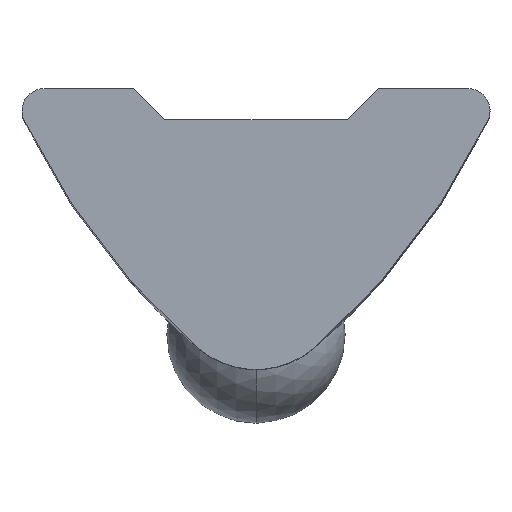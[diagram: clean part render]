
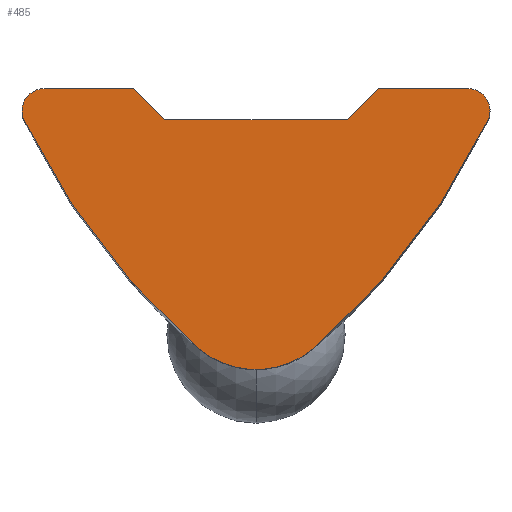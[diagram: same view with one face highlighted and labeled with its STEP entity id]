
A CAD part, top view. The second image highlights one B-rep face of the part: STEP entity #485.
In plain terms, the highlighted planar face has unit normal (0, 0, 1).
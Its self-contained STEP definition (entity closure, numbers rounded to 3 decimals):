
#1 = CIRCLE ( 'NONE', #29, 0.5 ) ;
#9 = DIRECTION ( 'NONE',  ( 1., 0., 0. ) ) ;
#11 = DIRECTION ( 'NONE',  ( -0.707, -0.707, 0. ) ) ;
#23 = CARTESIAN_POINT ( 'NONE',  ( -2.05, -0.7, 17. ) ) ;
#29 = AXIS2_PLACEMENT_3D ( 'NONE', #822, #379, #891 ) ;
#30 = CARTESIAN_POINT ( 'NONE',  ( -2.75, 0., 17. ) ) ;
#40 = ORIENTED_EDGE ( 'NONE', *, *, #749, .T. ) ;
#60 = VECTOR ( 'NONE', #478, 1000. ) ;
#83 = DIRECTION ( 'NONE',  ( 0., 0., 1. ) ) ;
#86 = CARTESIAN_POINT ( 'NONE',  ( 9.203, 6.25, 17. ) ) ;
#100 = EDGE_CURVE ( 'NONE', #349, #262, #743, .T. ) ;
#101 = AXIS2_PLACEMENT_3D ( 'NONE', #86, #83, #9 ) ;
#123 = CARTESIAN_POINT ( 'NONE',  ( -2.75, 0., 17. ) ) ;
#136 = AXIS2_PLACEMENT_3D ( 'NONE', #169, #681, #243 ) ;
#155 = ORIENTED_EDGE ( 'NONE', *, *, #654, .T. ) ;
#157 = EDGE_CURVE ( 'NONE', #851, #349, #353, .T. ) ;
#169 = CARTESIAN_POINT ( 'NONE',  ( -4.75, -0.5, 17. ) ) ;
#177 = CIRCLE ( 'NONE', #136, 0.5 ) ;
#183 = CARTESIAN_POINT ( 'NONE',  ( 1.315, -5.807, 17. ) ) ;
#202 = CARTESIAN_POINT ( 'NONE',  ( 4.75, 0., 17. ) ) ;
#207 = CARTESIAN_POINT ( 'NONE',  ( -2.05, -0.7, 17. ) ) ;
#209 = DIRECTION ( 'NONE',  ( -1., 0., 0. ) ) ;
#220 = DIRECTION ( 'NONE',  ( -1., 0., 0. ) ) ;
#222 = DIRECTION ( 'NONE',  ( 0., 0., 1. ) ) ;
#223 = VERTEX_POINT ( 'NONE', #537 ) ;
#225 = CARTESIAN_POINT ( 'NONE',  ( -5.2, -0.718, 17. ) ) ;
#243 = DIRECTION ( 'NONE',  ( 1., 0., 0. ) ) ;
#247 = CARTESIAN_POINT ( 'NONE',  ( 4.75, -0.5, 17. ) ) ;
#250 = AXIS2_PLACEMENT_3D ( 'NONE', #595, #744, #453 ) ;
#260 = LINE ( 'NONE', #325, #60 ) ;
#262 = VERTEX_POINT ( 'NONE', #328 ) ;
#264 = VECTOR ( 'NONE', #209, 1000. ) ;
#275 = LINE ( 'NONE', #371, #638 ) ;
#300 = EDGE_CURVE ( 'NONE', #262, #340, #653, .T. ) ;
#304 = DIRECTION ( 'NONE',  ( -1., 0., 0. ) ) ;
#325 = CARTESIAN_POINT ( 'NONE',  ( -2.75, 0., 17. ) ) ;
#328 = CARTESIAN_POINT ( 'NONE',  ( 5.2, -0.718, 17. ) ) ;
#337 = EDGE_CURVE ( 'NONE', #868, #421, #845, .T. ) ;
#340 = VERTEX_POINT ( 'NONE', #202 ) ;
#349 = VERTEX_POINT ( 'NONE', #183 ) ;
#353 = CIRCLE ( 'NONE', #718, 2. ) ;
#362 = AXIS2_PLACEMENT_3D ( 'NONE', #247, #222, #220 ) ;
#371 = CARTESIAN_POINT ( 'NONE',  ( 4.75, 0., 17. ) ) ;
#379 = DIRECTION ( 'NONE',  ( 0., 0., 1. ) ) ;
#388 = VECTOR ( 'NONE', #11, 1000. ) ;
#389 = ORIENTED_EDGE ( 'NONE', *, *, #157, .T. ) ;
#417 = LINE ( 'NONE', #454, #388 ) ;
#421 = VERTEX_POINT ( 'NONE', #23 ) ;
#427 = ORIENTED_EDGE ( 'NONE', *, *, #682, .T. ) ;
#432 = ORIENTED_EDGE ( 'NONE', *, *, #337, .T. ) ;
#453 = DIRECTION ( 'NONE',  ( 1., 0., 0. ) ) ;
#454 = CARTESIAN_POINT ( 'NONE',  ( 2.75, 0., 17. ) ) ;
#459 = VERTEX_POINT ( 'NONE', #30 ) ;
#461 = PLANE ( 'NONE',  #250 ) ;
#472 = AXIS2_PLACEMENT_3D ( 'NONE', #892, #888, #875 ) ;
#473 = VERTEX_POINT ( 'NONE', #812 ) ;
#478 = DIRECTION ( 'NONE',  ( -1., 0., 0. ) ) ;
#485 = ADVANCED_FACE ( 'NONE', ( #856 ), #461, .T. ) ;
#494 = CARTESIAN_POINT ( 'NONE',  ( -1.315, -5.807, 17. ) ) ;
#501 = EDGE_CURVE ( 'NONE', #340, #473, #275, .T. ) ;
#512 = EDGE_CURVE ( 'NONE', #562, #851, #667, .T. ) ;
#537 = CARTESIAN_POINT ( 'NONE',  ( -4.75, 0., 17. ) ) ;
#561 = DIRECTION ( 'NONE',  ( 1., 0., 0. ) ) ;
#562 = VERTEX_POINT ( 'NONE', #225 ) ;
#565 = DIRECTION ( 'NONE',  ( 0., 0., 1. ) ) ;
#567 = CARTESIAN_POINT ( 'NONE',  ( 0., -4.3, 17. ) ) ;
#580 = VERTEX_POINT ( 'NONE', #811 ) ;
#595 = CARTESIAN_POINT ( 'NONE',  ( -4.75, -0.5, 17. ) ) ;
#605 = EDGE_CURVE ( 'NONE', #473, #868, #417, .T. ) ;
#638 = VECTOR ( 'NONE', #304, 1000. ) ;
#653 = CIRCLE ( 'NONE', #362, 0.5 ) ;
#654 = EDGE_CURVE ( 'NONE', #223, #580, #1, .T. ) ;
#665 = ORIENTED_EDGE ( 'NONE', *, *, #501, .T. ) ;
#667 = CIRCLE ( 'NONE', #101, 16. ) ;
#672 = ORIENTED_EDGE ( 'NONE', *, *, #300, .T. ) ;
#681 = DIRECTION ( 'NONE',  ( 0., 0., 1. ) ) ;
#682 = EDGE_CURVE ( 'NONE', #580, #562, #177, .T. ) ;
#708 = LINE ( 'NONE', #123, #852 ) ;
#712 = DIRECTION ( 'NONE',  ( -0.707, 0.707, 0. ) ) ;
#718 = AXIS2_PLACEMENT_3D ( 'NONE', #567, #565, #561 ) ;
#730 = ORIENTED_EDGE ( 'NONE', *, *, #853, .T. ) ;
#743 = CIRCLE ( 'NONE', #472, 16. ) ;
#744 = DIRECTION ( 'NONE',  ( 0., 0., 1. ) ) ;
#749 = EDGE_CURVE ( 'NONE', #459, #223, #260, .T. ) ;
#781 = EDGE_LOOP ( 'NONE', ( #40, #155, #427, #785, #389, #858, #672, #665, #919, #432, #730 ) ) ;
#785 = ORIENTED_EDGE ( 'NONE', *, *, #512, .T. ) ;
#811 = CARTESIAN_POINT ( 'NONE',  ( -5.25, -0.5, 17. ) ) ;
#812 = CARTESIAN_POINT ( 'NONE',  ( 2.75, 0., 17. ) ) ;
#822 = CARTESIAN_POINT ( 'NONE',  ( -4.75, -0.5, 17. ) ) ;
#845 = LINE ( 'NONE', #207, #264 ) ;
#851 = VERTEX_POINT ( 'NONE', #494 ) ;
#852 = VECTOR ( 'NONE', #712, 1000. ) ;
#853 = EDGE_CURVE ( 'NONE', #421, #459, #708, .T. ) ;
#856 = FACE_OUTER_BOUND ( 'NONE', #781, .T. ) ;
#858 = ORIENTED_EDGE ( 'NONE', *, *, #100, .T. ) ;
#868 = VERTEX_POINT ( 'NONE', #917 ) ;
#875 = DIRECTION ( 'NONE',  ( -1., 0., 0. ) ) ;
#888 = DIRECTION ( 'NONE',  ( 0., 0., 1. ) ) ;
#891 = DIRECTION ( 'NONE',  ( 1., 0., 0. ) ) ;
#892 = CARTESIAN_POINT ( 'NONE',  ( -9.203, 6.25, 17. ) ) ;
#917 = CARTESIAN_POINT ( 'NONE',  ( 2.05, -0.7, 17. ) ) ;
#919 = ORIENTED_EDGE ( 'NONE', *, *, #605, .T. ) ;
